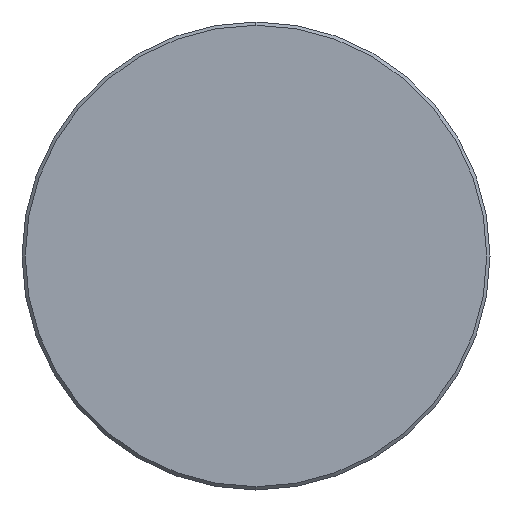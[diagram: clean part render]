
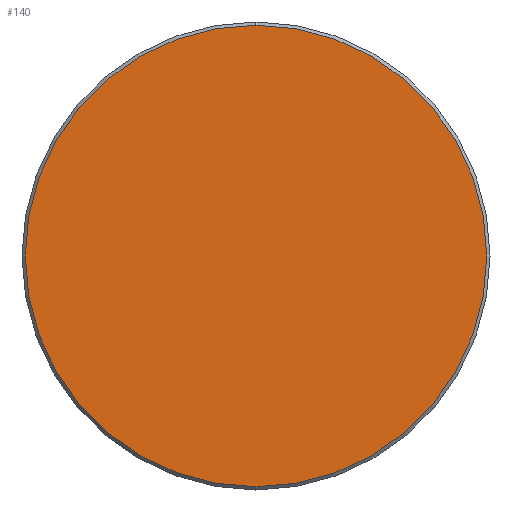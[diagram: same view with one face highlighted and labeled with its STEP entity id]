
A CAD part, left-side view. The second image highlights one B-rep face of the part: STEP entity #140.
In plain terms, the highlighted planar face has unit normal (-1, 0, 0).
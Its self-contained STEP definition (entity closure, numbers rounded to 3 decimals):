
#57 = AXIS2_PLACEMENT_3D ( 'NONE', #683, #292, #669 ) ;
#94 = EDGE_CURVE ( 'NONE', #202, #699, #318, .T. ) ;
#110 = CARTESIAN_POINT ( 'NONE',  ( 0., 0., 0. ) ) ;
#140 = ADVANCED_FACE ( 'NONE', ( #223 ), #680, .F. ) ;
#168 = DIRECTION ( 'NONE',  ( 0., 0., 1. ) ) ;
#202 = VERTEX_POINT ( 'NONE', #320 ) ;
#223 = FACE_OUTER_BOUND ( 'NONE', #521, .T. ) ;
#292 = DIRECTION ( 'NONE',  ( 1., 0., 0. ) ) ;
#318 = CIRCLE ( 'NONE', #547, 21.2 ) ;
#320 = CARTESIAN_POINT ( 'NONE',  ( 0., 0., -21.2 ) ) ;
#346 = CARTESIAN_POINT ( 'NONE',  ( 0., 0., 0. ) ) ;
#354 = DIRECTION ( 'NONE',  ( -1., 0., 0. ) ) ;
#365 = EDGE_CURVE ( 'NONE', #699, #202, #458, .T. ) ;
#380 = DIRECTION ( 'NONE',  ( -1., 0., 0. ) ) ;
#420 = AXIS2_PLACEMENT_3D ( 'NONE', #110, #380, #168 ) ;
#458 = CIRCLE ( 'NONE', #420, 21.2 ) ;
#521 = EDGE_LOOP ( 'NONE', ( #582, #623 ) ) ;
#547 = AXIS2_PLACEMENT_3D ( 'NONE', #346, #354, #614 ) ;
#582 = ORIENTED_EDGE ( 'NONE', *, *, #94, .T. ) ;
#609 = CARTESIAN_POINT ( 'NONE',  ( 0., 0., 21.2 ) ) ;
#614 = DIRECTION ( 'NONE',  ( 0., 0., 1. ) ) ;
#623 = ORIENTED_EDGE ( 'NONE', *, *, #365, .T. ) ;
#669 = DIRECTION ( 'NONE',  ( 0., 0., -1. ) ) ;
#680 = PLANE ( 'NONE',  #57 ) ;
#683 = CARTESIAN_POINT ( 'NONE',  ( 0., 21.2, 0. ) ) ;
#699 = VERTEX_POINT ( 'NONE', #609 ) ;
